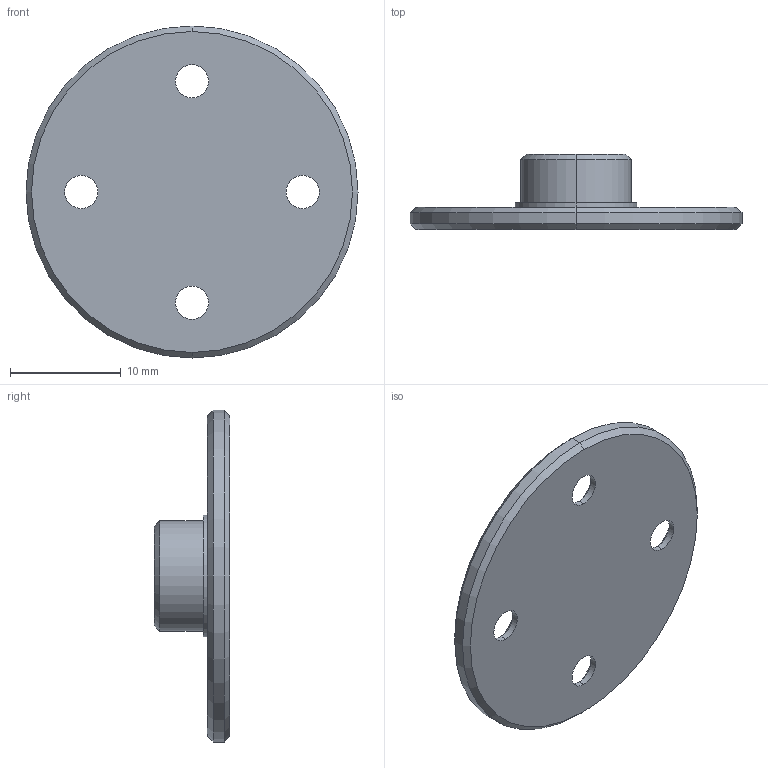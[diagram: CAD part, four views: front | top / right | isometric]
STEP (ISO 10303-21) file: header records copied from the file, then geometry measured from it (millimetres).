
FILE_DESCRIPTION (( 'STEP AP203' ), '1' );
FILE_NAME ('输入轴.S', '2024-02-20T13:45:10', ( '' ), ( '' ), 'SwSTEP 2.0', 'SolidWorks 2022', '' );
FILE_SCHEMA (( 'CONFIG_CONTROL_DESIGN' ));
Length unit declared in the file: millimetre
Products named in the file (1): 输入轴__á__¨￠
Bounding box: 30 x 6.8 x 30 mm (x, y, z)
Volume: 1570.7 mm3; surface area: 1791.8 mm2
Topology: 1 solids, 1 shells, 50 faces, 106 edges, 66 vertices
Faces by surface type: cylinder 26, plane 10, torus 8, cone 6
Entity records: 1465 total; most frequent: DIRECTION 282, CARTESIAN_POINT 223, ORIENTED_EDGE 212, AXIS2_PLACEMENT_3D 125, EDGE_CURVE 106, CIRCLE 74, VERTEX_POINT 66, EDGE_LOOP 66
